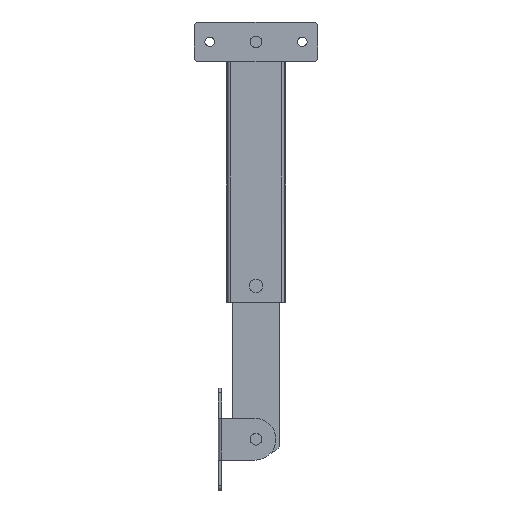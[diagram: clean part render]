
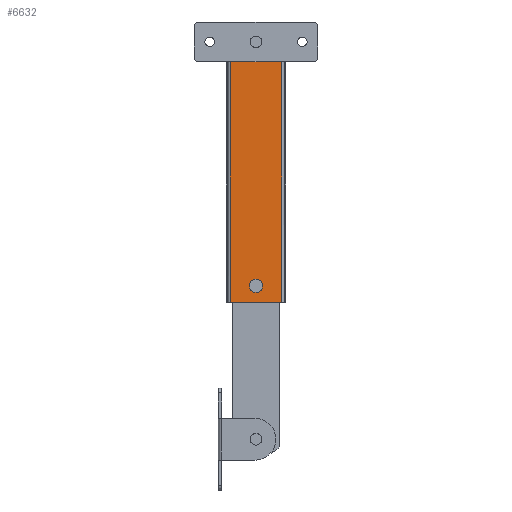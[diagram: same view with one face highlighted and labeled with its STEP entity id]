
A CAD part, left-side view. The second image highlights one B-rep face of the part: STEP entity #6632.
In plain terms, the highlighted planar face has unit normal (-1, 0, 0).
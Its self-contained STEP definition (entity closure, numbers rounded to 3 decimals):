
#120 = VERTEX_POINT ( 'NONE', #4714 ) ;
#153 = EDGE_LOOP ( 'NONE', ( #4207, #1473 ) ) ;
#278 = DIRECTION ( 'NONE',  ( 1., 0., 0. ) ) ;
#288 = VECTOR ( 'NONE', #576, 1000. ) ;
#291 = EDGE_LOOP ( 'NONE', ( #2697, #6313, #5705, #2985 ) ) ;
#409 = CARTESIAN_POINT ( 'NONE',  ( 0., 11.7, 120.387 ) ) ;
#461 = AXIS2_PLACEMENT_3D ( 'NONE', #3511, #6990, #6259 ) ;
#576 = DIRECTION ( 'NONE',  ( 0., 0., -1. ) ) ;
#600 = AXIS2_PLACEMENT_3D ( 'NONE', #6242, #5490, #4754 ) ;
#817 = FACE_BOUND ( 'NONE', #153, .T. ) ;
#891 = AXIS2_PLACEMENT_3D ( 'NONE', #5614, #4851, #4143 ) ;
#999 = FACE_OUTER_BOUND ( 'NONE', #291, .T. ) ;
#1029 = CARTESIAN_POINT ( 'NONE',  ( 0., 12.7, 126. ) ) ;
#1207 = EDGE_CURVE ( 'NONE', #4687, #120, #1902, .T. ) ;
#1217 = EDGE_CURVE ( 'NONE', #4857, #4944, #4657, .T. ) ;
#1339 = CARTESIAN_POINT ( 'NONE',  ( 0., 11.7, 126. ) ) ;
#1473 = ORIENTED_EDGE ( 'NONE', *, *, #1207, .T. ) ;
#1521 = DIRECTION ( 'NONE',  ( 0., 1., 0. ) ) ;
#1727 = CARTESIAN_POINT ( 'NONE',  ( 0., 11.7, 0. ) ) ;
#1754 = PLANE ( 'NONE',  #2965 ) ;
#1784 = CIRCLE ( 'NONE', #600, 3.5 ) ;
#1902 = CIRCLE ( 'NONE', #3727, 3. ) ;
#1976 = EDGE_CURVE ( 'NONE', #120, #4687, #4615, .T. ) ;
#2015 = CARTESIAN_POINT ( 'NONE',  ( 0., 3.5, 118. ) ) ;
#2054 = LINE ( 'NONE', #1339, #288 ) ;
#2131 = VERTEX_POINT ( 'NONE', #1727 ) ;
#2238 = DIRECTION ( 'NONE',  ( 1., 0., 0. ) ) ;
#2263 = DIRECTION ( 'NONE',  ( 0., -1., 0. ) ) ;
#2494 = DIRECTION ( 'NONE',  ( 0., 0., -1. ) ) ;
#2697 = ORIENTED_EDGE ( 'NONE', *, *, #1217, .F. ) ;
#2904 = CIRCLE ( 'NONE', #891, 3.5 ) ;
#2915 = VERTEX_POINT ( 'NONE', #3656 ) ;
#2965 = AXIS2_PLACEMENT_3D ( 'NONE', #1029, #278, #6682 ) ;
#2985 = ORIENTED_EDGE ( 'NONE', *, *, #5512, .T. ) ;
#2989 = CARTESIAN_POINT ( 'NONE',  ( 0., 12.7, 0. ) ) ;
#3206 = CARTESIAN_POINT ( 'NONE',  ( 0., -11.7, 126. ) ) ;
#3442 = CIRCLE ( 'NONE', #461, 15. ) ;
#3467 = ORIENTED_EDGE ( 'NONE', *, *, #3579, .T. ) ;
#3511 = CARTESIAN_POINT ( 'NONE',  ( 0., 0., 111. ) ) ;
#3579 = EDGE_CURVE ( 'NONE', #4700, #2915, #1784, .T. ) ;
#3656 = CARTESIAN_POINT ( 'NONE',  ( 0., -3.5, 118. ) ) ;
#3687 = CARTESIAN_POINT ( 'NONE',  ( 0., 0., 7.5 ) ) ;
#3705 = LINE ( 'NONE', #2989, #6614 ) ;
#3727 = AXIS2_PLACEMENT_3D ( 'NONE', #6880, #6128, #5388 ) ;
#3759 = CARTESIAN_POINT ( 'NONE',  ( 0., -11.7, 120.387 ) ) ;
#3886 = EDGE_LOOP ( 'NONE', ( #3467, #6170 ) ) ;
#4096 = VECTOR ( 'NONE', #2494, 1000. ) ;
#4143 = DIRECTION ( 'NONE',  ( 0., 1., 0. ) ) ;
#4175 = CARTESIAN_POINT ( 'NONE',  ( 0., -3., 7.5 ) ) ;
#4207 = ORIENTED_EDGE ( 'NONE', *, *, #1976, .T. ) ;
#4532 = CARTESIAN_POINT ( 'NONE',  ( 0., -11.7, 0. ) ) ;
#4615 = CIRCLE ( 'NONE', #5968, 3. ) ;
#4657 = LINE ( 'NONE', #3206, #4096 ) ;
#4687 = VERTEX_POINT ( 'NONE', #4175 ) ;
#4700 = VERTEX_POINT ( 'NONE', #2015 ) ;
#4714 = CARTESIAN_POINT ( 'NONE',  ( 0., 3., 7.5 ) ) ;
#4754 = DIRECTION ( 'NONE',  ( 0., 1., 0. ) ) ;
#4851 = DIRECTION ( 'NONE',  ( 1., 0., 0. ) ) ;
#4857 = VERTEX_POINT ( 'NONE', #3759 ) ;
#4911 = EDGE_CURVE ( 'NONE', #2915, #4700, #2904, .T. ) ;
#4944 = VERTEX_POINT ( 'NONE', #4532 ) ;
#4972 = EDGE_CURVE ( 'NONE', #6548, #4857, #3442, .T. ) ;
#5388 = DIRECTION ( 'NONE',  ( 0., 1., 0. ) ) ;
#5490 = DIRECTION ( 'NONE',  ( 1., 0., 0. ) ) ;
#5512 = EDGE_CURVE ( 'NONE', #2131, #4944, #3705, .T. ) ;
#5614 = CARTESIAN_POINT ( 'NONE',  ( 0., 0., 118. ) ) ;
#5705 = ORIENTED_EDGE ( 'NONE', *, *, #6736, .T. ) ;
#5715 = FACE_BOUND ( 'NONE', #3886, .T. ) ;
#5968 = AXIS2_PLACEMENT_3D ( 'NONE', #3687, #2238, #1521 ) ;
#6128 = DIRECTION ( 'NONE',  ( 1., 0., 0. ) ) ;
#6170 = ORIENTED_EDGE ( 'NONE', *, *, #4911, .T. ) ;
#6242 = CARTESIAN_POINT ( 'NONE',  ( 0., 0., 118. ) ) ;
#6259 = DIRECTION ( 'NONE',  ( 0., 0., -1. ) ) ;
#6313 = ORIENTED_EDGE ( 'NONE', *, *, #4972, .F. ) ;
#6548 = VERTEX_POINT ( 'NONE', #409 ) ;
#6614 = VECTOR ( 'NONE', #2263, 1000. ) ;
#6632 = ADVANCED_FACE ( 'NONE', ( #5715, #817, #999 ), #1754, .F. ) ;
#6682 = DIRECTION ( 'NONE',  ( 0., 1., 0. ) ) ;
#6736 = EDGE_CURVE ( 'NONE', #6548, #2131, #2054, .T. ) ;
#6880 = CARTESIAN_POINT ( 'NONE',  ( 0., 0., 7.5 ) ) ;
#6990 = DIRECTION ( 'NONE',  ( 1., 0., 0. ) ) ;
